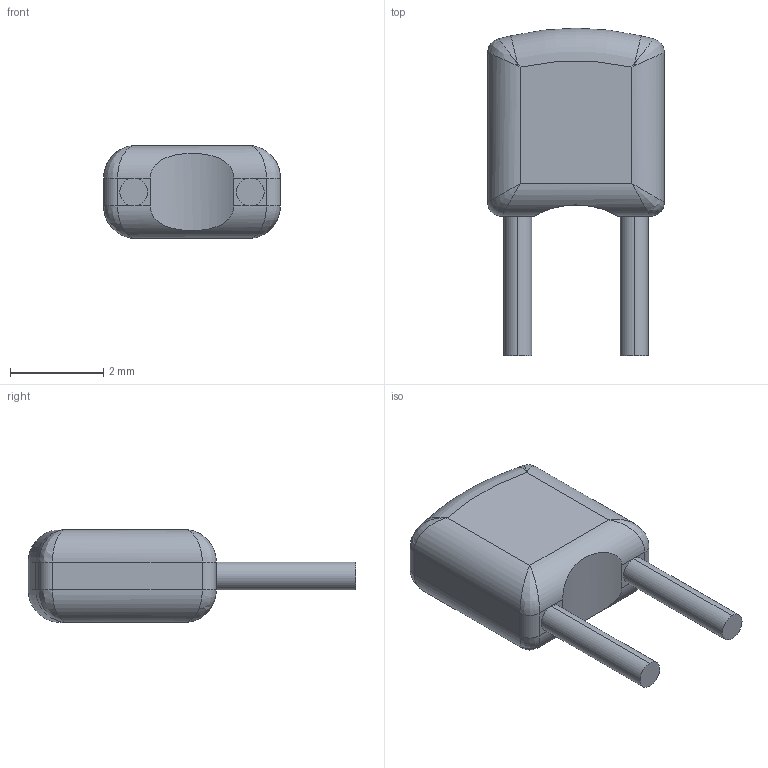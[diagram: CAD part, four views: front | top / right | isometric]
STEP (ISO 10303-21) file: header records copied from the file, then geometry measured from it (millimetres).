
FILE_DESCRIPTION(('FreeCAD Model'),'2;1');
FILE_NAME('Open CASCADE Shape Model','2023-08-25T02:11:33',(''),(''), 'Open CASCADE STEP processor 7.6','FreeCAD','Unknown');
FILE_SCHEMA(('AUTOMOTIVE_DESIGN { 1 0 10303 214 1 1 1 1 }'));
Length unit declared in the file: millimetre
Products named in the file (1): 546035B8-E3F0-46E8-8130-FBD72095B83C
Bounding box: 3.8 x 7.04 x 2 mm (x, y, z)
Volume: 28.3 mm3; surface area: 62.4 mm2
Topology: 3 solids, 3 shells, 46 faces, 280 edges, 776 vertices
Faces by surface type: cylinder 20, plane 12, bspline 12, torus 2
Entity records: 4627 total; most frequent: CARTESIAN_POINT 2193, DIRECTION 340, GEOMETRIC_CURVE_SET 185, ORIENTED_EDGE 176, TRIMMED_CURVE 176, AXIS2_PLACEMENT_3D 119, LINE 102, VECTOR 102
